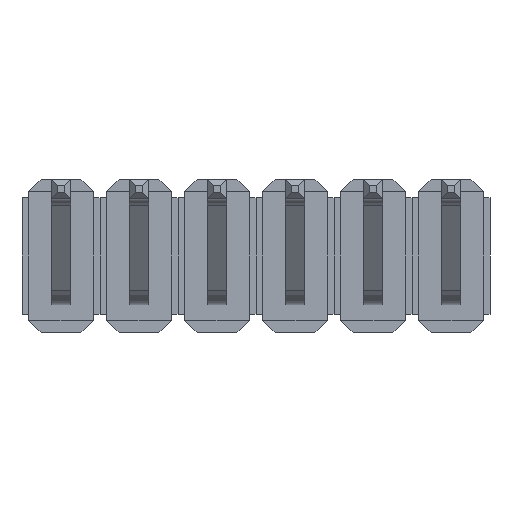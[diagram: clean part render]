
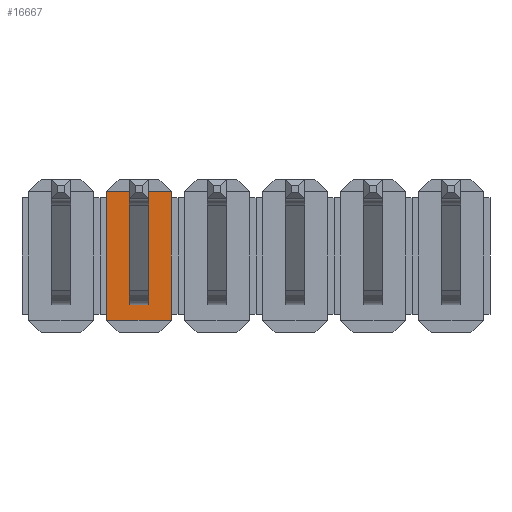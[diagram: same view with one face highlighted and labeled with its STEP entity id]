
A CAD part, front view. The second image highlights one B-rep face of the part: STEP entity #16667.
In plain terms, the highlighted planar face has unit normal (0, -1, 0).
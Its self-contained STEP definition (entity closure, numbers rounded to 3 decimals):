
#165 = VECTOR ( 'NONE', #17239, 1000. ) ;
#318 = LINE ( 'NONE', #18846, #22725 ) ;
#785 = EDGE_CURVE ( 'NONE', #2304, #2511, #14330, .T. ) ;
#1051 = ORIENTED_EDGE ( 'NONE', *, *, #20621, .T. ) ;
#1144 = EDGE_CURVE ( 'NONE', #22973, #13806, #2895, .T. ) ;
#1850 = CARTESIAN_POINT ( 'NONE',  ( 3.81, 0.54, 2.1 ) ) ;
#2261 = VECTOR ( 'NONE', #3701, 1000. ) ;
#2304 = VERTEX_POINT ( 'NONE', #11615 ) ;
#2432 = VECTOR ( 'NONE', #13607, 1000. ) ;
#2479 = ORIENTED_EDGE ( 'NONE', *, *, #5904, .F. ) ;
#2511 = VERTEX_POINT ( 'NONE', #12084 ) ;
#2763 = VECTOR ( 'NONE', #5090, 1000. ) ;
#2895 = LINE ( 'NONE', #5934, #17004 ) ;
#3137 = CARTESIAN_POINT ( 'NONE',  ( 3.81, 0.54, -2.1 ) ) ;
#3273 = LINE ( 'NONE', #11147, #16812 ) ;
#3612 = VECTOR ( 'NONE', #7823, 1000. ) ;
#3701 = DIRECTION ( 'NONE',  ( 0., 0., 1. ) ) ;
#3906 = LINE ( 'NONE', #1850, #20548 ) ;
#4103 = ORIENTED_EDGE ( 'NONE', *, *, #14864, .F. ) ;
#4470 = VERTEX_POINT ( 'NONE', #19975 ) ;
#4538 = VECTOR ( 'NONE', #6003, 1000. ) ;
#5090 = DIRECTION ( 'NONE',  ( 0., 0., -1. ) ) ;
#5295 = VERTEX_POINT ( 'NONE', #13331 ) ;
#5614 = CARTESIAN_POINT ( 'NONE',  ( 2.54, 0.54, 0.95 ) ) ;
#5904 = EDGE_CURVE ( 'NONE', #13110, #2511, #20439, .T. ) ;
#5934 = CARTESIAN_POINT ( 'NONE',  ( 3.81, 0.54, -0.95 ) ) ;
#6003 = DIRECTION ( 'NONE',  ( -1., 0., 0. ) ) ;
#6100 = EDGE_LOOP ( 'NONE', ( #10629, #15608, #2479, #4103 ) ) ;
#6582 = CARTESIAN_POINT ( 'NONE',  ( 1.49, 0.54, 2.1 ) ) ;
#6643 = VERTEX_POINT ( 'NONE', #12808 ) ;
#7092 = LINE ( 'NONE', #21126, #12618 ) ;
#7823 = DIRECTION ( 'NONE',  ( 0., 0., -1. ) ) ;
#7831 = FACE_BOUND ( 'NONE', #8738, .T. ) ;
#8064 = EDGE_CURVE ( 'NONE', #12497, #5295, #3273, .T. ) ;
#8362 = LINE ( 'NONE', #14331, #2261 ) ;
#8738 = EDGE_LOOP ( 'NONE', ( #1051, #21497, #21284, #10229 ) ) ;
#9010 = PLANE ( 'NONE',  #13020 ) ;
#9249 = CARTESIAN_POINT ( 'NONE',  ( 3.81, 0.54, 2.1 ) ) ;
#9507 = CARTESIAN_POINT ( 'NONE',  ( 2.22, 0.54, -1.59 ) ) ;
#10229 = ORIENTED_EDGE ( 'NONE', *, *, #12061, .T. ) ;
#10286 = LINE ( 'NONE', #20182, #3612 ) ;
#10629 = ORIENTED_EDGE ( 'NONE', *, *, #17172, .T. ) ;
#11026 = DIRECTION ( 'NONE',  ( 0., 1., 0. ) ) ;
#11147 = CARTESIAN_POINT ( 'NONE',  ( 3.81, 0.54, -1.59 ) ) ;
#11615 = CARTESIAN_POINT ( 'NONE',  ( 1.49, 0.54, 2.1 ) ) ;
#11927 = DIRECTION ( 'NONE',  ( 1., 0., 0. ) ) ;
#12037 = LINE ( 'NONE', #5614, #4538 ) ;
#12061 = EDGE_CURVE ( 'NONE', #6643, #13431, #7092, .T. ) ;
#12084 = CARTESIAN_POINT ( 'NONE',  ( 1.49, 0.54, -2.1 ) ) ;
#12290 = ORIENTED_EDGE ( 'NONE', *, *, #17468, .F. ) ;
#12439 = ORIENTED_EDGE ( 'NONE', *, *, #21615, .F. ) ;
#12482 = LINE ( 'NONE', #14918, #13306 ) ;
#12497 = VERTEX_POINT ( 'NONE', #9507 ) ;
#12618 = VECTOR ( 'NONE', #13796, 1000. ) ;
#12689 = DIRECTION ( 'NONE',  ( 1., 0., 0. ) ) ;
#12808 = CARTESIAN_POINT ( 'NONE',  ( 2.86, 0.54, 1.59 ) ) ;
#12894 = EDGE_LOOP ( 'NONE', ( #12439, #21453, #12290, #18272 ) ) ;
#13002 = VERTEX_POINT ( 'NONE', #22319 ) ;
#13020 = AXIS2_PLACEMENT_3D ( 'NONE', #9249, #11026, #14581 ) ;
#13092 = DIRECTION ( 'NONE',  ( 0., 0., 1. ) ) ;
#13110 = VERTEX_POINT ( 'NONE', #19226 ) ;
#13306 = VECTOR ( 'NONE', #13092, 1000. ) ;
#13331 = CARTESIAN_POINT ( 'NONE',  ( 2.86, 0.54, -1.59 ) ) ;
#13431 = VERTEX_POINT ( 'NONE', #21471 ) ;
#13607 = DIRECTION ( 'NONE',  ( -1., 0., 0. ) ) ;
#13796 = DIRECTION ( 'NONE',  ( 0., 0., -1. ) ) ;
#13806 = VERTEX_POINT ( 'NONE', #14143 ) ;
#14143 = CARTESIAN_POINT ( 'NONE',  ( 2.22, 0.54, -0.95 ) ) ;
#14246 = CARTESIAN_POINT ( 'NONE',  ( 3.59, 0.54, -2.1 ) ) ;
#14330 = LINE ( 'NONE', #6582, #165 ) ;
#14331 = CARTESIAN_POINT ( 'NONE',  ( 2.22, 0.54, 2.1 ) ) ;
#14581 = DIRECTION ( 'NONE',  ( 0., 0., 1. ) ) ;
#14807 = EDGE_CURVE ( 'NONE', #21800, #6643, #318, .T. ) ;
#14864 = EDGE_CURVE ( 'NONE', #4470, #13110, #20775, .T. ) ;
#14918 = CARTESIAN_POINT ( 'NONE',  ( 2.86, 0.54, 2.1 ) ) ;
#15561 = FACE_BOUND ( 'NONE', #12894, .T. ) ;
#15608 = ORIENTED_EDGE ( 'NONE', *, *, #785, .T. ) ;
#16384 = FACE_OUTER_BOUND ( 'NONE', #6100, .T. ) ;
#16440 = DIRECTION ( 'NONE',  ( -1., 0., 0. ) ) ;
#16667 = ADVANCED_FACE ( 'NONE', ( #16384, #7831, #15561 ), #9010, .F. ) ;
#16812 = VECTOR ( 'NONE', #12689, 1000. ) ;
#17004 = VECTOR ( 'NONE', #16440, 1000. ) ;
#17146 = EDGE_CURVE ( 'NONE', #13002, #21800, #8362, .T. ) ;
#17172 = EDGE_CURVE ( 'NONE', #4470, #2304, #3906, .T. ) ;
#17239 = DIRECTION ( 'NONE',  ( 0., 0., -1. ) ) ;
#17468 = EDGE_CURVE ( 'NONE', #13806, #12497, #10286, .T. ) ;
#18272 = ORIENTED_EDGE ( 'NONE', *, *, #1144, .F. ) ;
#18846 = CARTESIAN_POINT ( 'NONE',  ( 2.54, 0.54, 1.59 ) ) ;
#19226 = CARTESIAN_POINT ( 'NONE',  ( 3.59, 0.54, -2.1 ) ) ;
#19369 = CARTESIAN_POINT ( 'NONE',  ( 2.22, 0.54, 1.59 ) ) ;
#19975 = CARTESIAN_POINT ( 'NONE',  ( 3.59, 0.54, 2.1 ) ) ;
#20182 = CARTESIAN_POINT ( 'NONE',  ( 2.22, 0.54, 2.1 ) ) ;
#20439 = LINE ( 'NONE', #3137, #2432 ) ;
#20548 = VECTOR ( 'NONE', #21716, 1000. ) ;
#20621 = EDGE_CURVE ( 'NONE', #13431, #13002, #12037, .T. ) ;
#20775 = LINE ( 'NONE', #14246, #2763 ) ;
#20963 = CARTESIAN_POINT ( 'NONE',  ( 2.86, 0.54, -0.95 ) ) ;
#21126 = CARTESIAN_POINT ( 'NONE',  ( 2.86, 0.54, 2.1 ) ) ;
#21284 = ORIENTED_EDGE ( 'NONE', *, *, #14807, .T. ) ;
#21453 = ORIENTED_EDGE ( 'NONE', *, *, #8064, .F. ) ;
#21471 = CARTESIAN_POINT ( 'NONE',  ( 2.86, 0.54, 0.95 ) ) ;
#21497 = ORIENTED_EDGE ( 'NONE', *, *, #17146, .T. ) ;
#21615 = EDGE_CURVE ( 'NONE', #5295, #22973, #12482, .T. ) ;
#21716 = DIRECTION ( 'NONE',  ( -1., 0., 0. ) ) ;
#21800 = VERTEX_POINT ( 'NONE', #19369 ) ;
#22319 = CARTESIAN_POINT ( 'NONE',  ( 2.22, 0.54, 0.95 ) ) ;
#22725 = VECTOR ( 'NONE', #11927, 1000. ) ;
#22973 = VERTEX_POINT ( 'NONE', #20963 ) ;
